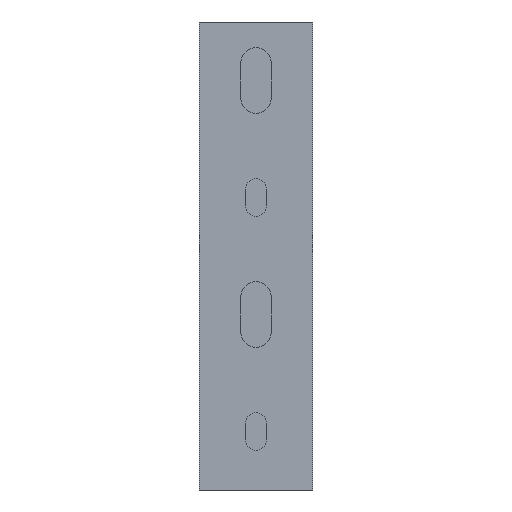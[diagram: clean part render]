
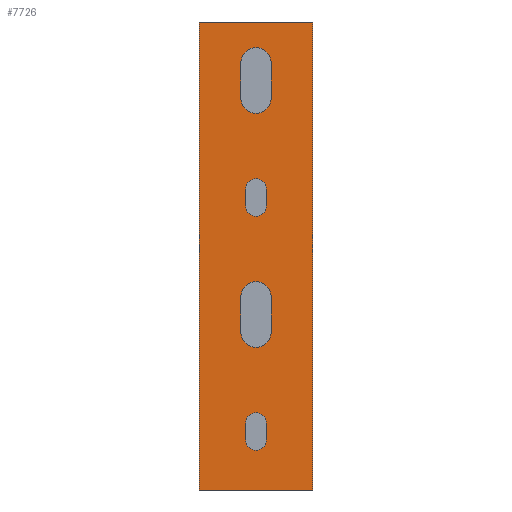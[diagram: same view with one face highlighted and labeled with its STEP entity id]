
A CAD part, front view. The second image highlights one B-rep face of the part: STEP entity #7726.
In plain terms, the highlighted planar face has unit normal (0, -1, 0).
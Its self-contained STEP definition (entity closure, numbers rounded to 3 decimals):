
#2744=DIRECTION('',(1.,0.,0.));
#2745=VECTOR('',#2744,24.3);
#2746=CARTESIAN_POINT('',(-12.15,0.,100.));
#2747=LINE('',#2746,#2745);
#2751=DIRECTION('',(0.,0.,-1.));
#2752=VECTOR('',#2751,100.);
#2753=CARTESIAN_POINT('',(12.15,0.,100.));
#2754=LINE('',#2753,#2752);
#2758=DIRECTION('',(-1.,0.,0.));
#2759=VECTOR('',#2758,24.3);
#2760=CARTESIAN_POINT('',(12.15,0.,0.));
#2761=LINE('',#2760,#2759);
#2765=DIRECTION('',(0.,0.,1.));
#2766=VECTOR('',#2765,100.);
#2767=CARTESIAN_POINT('',(-12.15,0.,0.));
#2768=LINE('',#2767,#2766);
#2772=CARTESIAN_POINT('',(0.,0.,91.25));
#2773=DIRECTION('',(0.,1.,0.));
#2774=DIRECTION('',(-1.,0.,0.));
#2775=AXIS2_PLACEMENT_3D('',#2772,#2773,#2774);
#2780=DIRECTION('',(0.,0.,1.));
#2781=VECTOR('',#2780,7.5);
#2782=CARTESIAN_POINT('',(-3.25,0.,83.75));
#2783=LINE('',#2782,#2781);
#2787=CARTESIAN_POINT('',(0.,0.,83.75));
#2788=DIRECTION('',(0.,1.,0.));
#2789=DIRECTION('',(1.,0.,0.));
#2790=AXIS2_PLACEMENT_3D('',#2787,#2788,#2789);
#2795=DIRECTION('',(0.,0.,-1.));
#2796=VECTOR('',#2795,7.5);
#2797=CARTESIAN_POINT('',(3.25,0.,91.25));
#2798=LINE('',#2797,#2796);
#2802=CARTESIAN_POINT('',(0.,0.,64.25));
#2803=DIRECTION('',(0.,1.,0.));
#2804=DIRECTION('',(-1.,0.,0.));
#2805=AXIS2_PLACEMENT_3D('',#2802,#2803,#2804);
#2810=DIRECTION('',(0.,0.,1.));
#2811=VECTOR('',#2810,3.5);
#2812=CARTESIAN_POINT('',(-2.25,0.,60.75));
#2813=LINE('',#2812,#2811);
#2817=CARTESIAN_POINT('',(0.,0.,60.75));
#2818=DIRECTION('',(0.,1.,0.));
#2819=DIRECTION('',(1.,0.,0.));
#2820=AXIS2_PLACEMENT_3D('',#2817,#2818,#2819);
#2825=DIRECTION('',(0.,0.,-1.));
#2826=VECTOR('',#2825,3.5);
#2827=CARTESIAN_POINT('',(2.25,0.,64.25));
#2828=LINE('',#2827,#2826);
#2832=CARTESIAN_POINT('',(0.,0.,41.25));
#2833=DIRECTION('',(0.,1.,0.));
#2834=DIRECTION('',(-1.,0.,0.));
#2835=AXIS2_PLACEMENT_3D('',#2832,#2833,#2834);
#2840=DIRECTION('',(0.,0.,1.));
#2841=VECTOR('',#2840,7.5);
#2842=CARTESIAN_POINT('',(-3.25,0.,33.75));
#2843=LINE('',#2842,#2841);
#2847=CARTESIAN_POINT('',(0.,0.,33.75));
#2848=DIRECTION('',(0.,1.,0.));
#2849=DIRECTION('',(1.,0.,0.));
#2850=AXIS2_PLACEMENT_3D('',#2847,#2848,#2849);
#2855=DIRECTION('',(0.,0.,-1.));
#2856=VECTOR('',#2855,7.5);
#2857=CARTESIAN_POINT('',(3.25,0.,41.25));
#2858=LINE('',#2857,#2856);
#2862=CARTESIAN_POINT('',(0.,0.,14.25));
#2863=DIRECTION('',(0.,1.,0.));
#2864=DIRECTION('',(-1.,0.,0.));
#2865=AXIS2_PLACEMENT_3D('',#2862,#2863,#2864);
#2870=DIRECTION('',(0.,0.,1.));
#2871=VECTOR('',#2870,3.5);
#2872=CARTESIAN_POINT('',(-2.25,0.,10.75));
#2873=LINE('',#2872,#2871);
#2877=CARTESIAN_POINT('',(0.,0.,10.75));
#2878=DIRECTION('',(0.,1.,0.));
#2879=DIRECTION('',(1.,0.,0.));
#2880=AXIS2_PLACEMENT_3D('',#2877,#2878,#2879);
#2885=DIRECTION('',(0.,0.,-1.));
#2886=VECTOR('',#2885,3.5);
#2887=CARTESIAN_POINT('',(2.25,0.,14.25));
#2888=LINE('',#2887,#2886);
#4460=CARTESIAN_POINT('',(-3.25,0.,91.25));
#4461=CARTESIAN_POINT('',(3.25,0.,91.25));
#4462=VERTEX_POINT('',#4460);
#4463=VERTEX_POINT('',#4461);
#4464=CARTESIAN_POINT('',(3.25,0.,83.75));
#4465=VERTEX_POINT('',#4464);
#4466=CARTESIAN_POINT('',(-3.25,0.,83.75));
#4467=VERTEX_POINT('',#4466);
#4468=CARTESIAN_POINT('',(-2.25,0.,64.25));
#4469=CARTESIAN_POINT('',(2.25,0.,64.25));
#4470=VERTEX_POINT('',#4468);
#4471=VERTEX_POINT('',#4469);
#4472=CARTESIAN_POINT('',(2.25,0.,60.75));
#4473=VERTEX_POINT('',#4472);
#4474=CARTESIAN_POINT('',(-2.25,0.,60.75));
#4475=VERTEX_POINT('',#4474);
#4492=CARTESIAN_POINT('',(-3.25,0.,41.25));
#4493=CARTESIAN_POINT('',(3.25,0.,41.25));
#4494=VERTEX_POINT('',#4492);
#4495=VERTEX_POINT('',#4493);
#4496=CARTESIAN_POINT('',(3.25,0.,33.75));
#4497=VERTEX_POINT('',#4496);
#4498=CARTESIAN_POINT('',(-3.25,0.,33.75));
#4499=VERTEX_POINT('',#4498);
#4500=CARTESIAN_POINT('',(-2.25,0.,14.25));
#4501=CARTESIAN_POINT('',(2.25,0.,14.25));
#4502=VERTEX_POINT('',#4500);
#4503=VERTEX_POINT('',#4501);
#4504=CARTESIAN_POINT('',(2.25,0.,10.75));
#4505=VERTEX_POINT('',#4504);
#4506=CARTESIAN_POINT('',(-2.25,0.,10.75));
#4507=VERTEX_POINT('',#4506);
#4636=CARTESIAN_POINT('',(-12.15,0.,0.));
#4637=CARTESIAN_POINT('',(-12.15,0.,100.));
#4638=VERTEX_POINT('',#4636);
#4639=VERTEX_POINT('',#4637);
#4644=CARTESIAN_POINT('',(12.15,0.,100.));
#4645=CARTESIAN_POINT('',(12.15,0.,0.));
#4646=VERTEX_POINT('',#4644);
#4647=VERTEX_POINT('',#4645);
#7674=CARTESIAN_POINT('',(-12.15,0.,0.));
#7675=DIRECTION('',(0.,-1.,0.));
#7676=DIRECTION('',(1.,0.,0.));
#7677=AXIS2_PLACEMENT_3D('',#7674,#7675,#7676);
#7678=PLANE('',#7677);
#7680=ORIENTED_EDGE('',*,*,#7679,.T.);
#7681=ORIENTED_EDGE('',*,*,#7621,.T.);
#7682=ORIENTED_EDGE('',*,*,#5245,.T.);
#7683=ORIENTED_EDGE('',*,*,#6402,.T.);
#7684=EDGE_LOOP('',(#7680,#7681,#7682,#7683));
#7685=FACE_OUTER_BOUND('',#7684,.F.);
#7687=ORIENTED_EDGE('',*,*,#7686,.F.);
#7689=ORIENTED_EDGE('',*,*,#7688,.F.);
#7691=ORIENTED_EDGE('',*,*,#7690,.F.);
#7693=ORIENTED_EDGE('',*,*,#7692,.F.);
#7694=EDGE_LOOP('',(#7687,#7689,#7691,#7693));
#7695=FACE_BOUND('',#7694,.F.);
#7697=ORIENTED_EDGE('',*,*,#7696,.F.);
#7699=ORIENTED_EDGE('',*,*,#7698,.F.);
#7701=ORIENTED_EDGE('',*,*,#7700,.F.);
#7703=ORIENTED_EDGE('',*,*,#7702,.F.);
#7704=EDGE_LOOP('',(#7697,#7699,#7701,#7703));
#7705=FACE_BOUND('',#7704,.F.);
#7707=ORIENTED_EDGE('',*,*,#7706,.F.);
#7709=ORIENTED_EDGE('',*,*,#7708,.F.);
#7711=ORIENTED_EDGE('',*,*,#7710,.F.);
#7713=ORIENTED_EDGE('',*,*,#7712,.F.);
#7714=EDGE_LOOP('',(#7707,#7709,#7711,#7713));
#7715=FACE_BOUND('',#7714,.F.);
#7717=ORIENTED_EDGE('',*,*,#7716,.F.);
#7719=ORIENTED_EDGE('',*,*,#7718,.F.);
#7721=ORIENTED_EDGE('',*,*,#7720,.F.);
#7723=ORIENTED_EDGE('',*,*,#7722,.F.);
#7724=EDGE_LOOP('',(#7717,#7719,#7721,#7723));
#7725=FACE_BOUND('',#7724,.F.);
#2776=CIRCLE('',#2775,3.25);
#2791=CIRCLE('',#2790,3.25);
#2806=CIRCLE('',#2805,2.25);
#2821=CIRCLE('',#2820,2.25);
#2836=CIRCLE('',#2835,3.25);
#2851=CIRCLE('',#2850,3.25);
#2866=CIRCLE('',#2865,2.25);
#2881=CIRCLE('',#2880,2.25);
#5245=EDGE_CURVE('',#4647,#4638,#2761,.T.);
#6402=EDGE_CURVE('',#4638,#4639,#2768,.T.);
#7621=EDGE_CURVE('',#4646,#4647,#2754,.T.);
#7679=EDGE_CURVE('',#4639,#4646,#2747,.T.);
#7686=EDGE_CURVE('',#4462,#4463,#2776,.T.);
#7688=EDGE_CURVE('',#4467,#4462,#2783,.T.);
#7690=EDGE_CURVE('',#4465,#4467,#2791,.T.);
#7692=EDGE_CURVE('',#4463,#4465,#2798,.T.);
#7696=EDGE_CURVE('',#4470,#4471,#2806,.T.);
#7698=EDGE_CURVE('',#4475,#4470,#2813,.T.);
#7700=EDGE_CURVE('',#4473,#4475,#2821,.T.);
#7702=EDGE_CURVE('',#4471,#4473,#2828,.T.);
#7706=EDGE_CURVE('',#4494,#4495,#2836,.T.);
#7708=EDGE_CURVE('',#4499,#4494,#2843,.T.);
#7710=EDGE_CURVE('',#4497,#4499,#2851,.T.);
#7712=EDGE_CURVE('',#4495,#4497,#2858,.T.);
#7716=EDGE_CURVE('',#4502,#4503,#2866,.T.);
#7718=EDGE_CURVE('',#4507,#4502,#2873,.T.);
#7720=EDGE_CURVE('',#4505,#4507,#2881,.T.);
#7722=EDGE_CURVE('',#4503,#4505,#2888,.T.);
#7726=ADVANCED_FACE('',(#7685,#7695,#7705,#7715,#7725),#7678,.T.);
